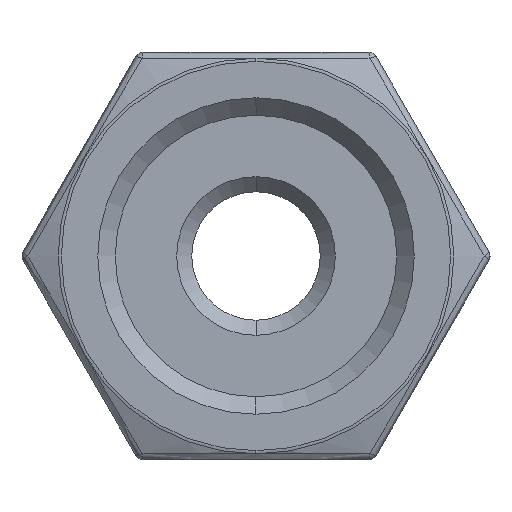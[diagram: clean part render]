
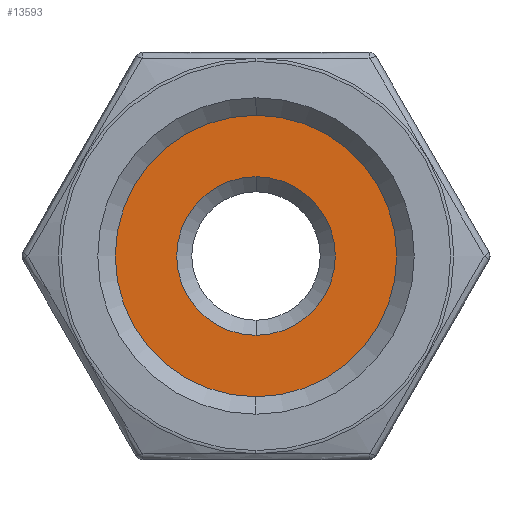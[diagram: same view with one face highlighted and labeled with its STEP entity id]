
A CAD part, left-side view. The second image highlights one B-rep face of the part: STEP entity #13593.
In plain terms, the highlighted planar face has unit normal (-1, 0, 0).
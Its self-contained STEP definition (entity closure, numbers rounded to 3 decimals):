
#329 = CARTESIAN_POINT ( 'NONE',  ( -45., 0., 0. ) ) ;
#2422 = CARTESIAN_POINT ( 'NONE',  ( -45., 0., 0. ) ) ;
#2477 = DIRECTION ( 'NONE',  ( 0., 0., -1. ) ) ;
#2600 = CARTESIAN_POINT ( 'NONE',  ( -45., 0., 5.25 ) ) ;
#2732 = VERTEX_POINT ( 'NONE', #8525 ) ;
#3125 = ORIENTED_EDGE ( 'NONE', *, *, #11105, .F. ) ;
#3305 = DIRECTION ( 'NONE',  ( 1., 0., 0. ) ) ;
#3921 = CARTESIAN_POINT ( 'NONE',  ( -45., 9.32, 0. ) ) ;
#4027 = PLANE ( 'NONE',  #13097 ) ;
#4047 = EDGE_CURVE ( 'NONE', #5513, #15769, #6983, .T. ) ;
#4116 = DIRECTION ( 'NONE',  ( 0., 0., 1. ) ) ;
#4433 = DIRECTION ( 'NONE',  ( 0., 0., 1. ) ) ;
#4828 = CARTESIAN_POINT ( 'NONE',  ( -45., 0., -5.25 ) ) ;
#5276 = CARTESIAN_POINT ( 'NONE',  ( -45., 0., 0. ) ) ;
#5513 = VERTEX_POINT ( 'NONE', #4828 ) ;
#5565 = EDGE_CURVE ( 'NONE', #15482, #2732, #6917, .T. ) ;
#6200 = AXIS2_PLACEMENT_3D ( 'NONE', #329, #11783, #4116 ) ;
#6261 = CIRCLE ( 'NONE', #16179, 5.25 ) ;
#6291 = DIRECTION ( 'NONE',  ( 1., 0., 0. ) ) ;
#6630 = DIRECTION ( 'NONE',  ( 0., 0., -1. ) ) ;
#6917 = CIRCLE ( 'NONE', #14254, 9.32 ) ;
#6983 = CIRCLE ( 'NONE', #6200, 5.25 ) ;
#7135 = CARTESIAN_POINT ( 'NONE',  ( -45., 0., 0. ) ) ;
#8188 = EDGE_LOOP ( 'NONE', ( #12964, #12226 ) ) ;
#8189 = CARTESIAN_POINT ( 'NONE',  ( -45., 0., -9.32 ) ) ;
#8525 = CARTESIAN_POINT ( 'NONE',  ( -45., 0., 9.32 ) ) ;
#9109 = DIRECTION ( 'NONE',  ( -1., 0., 0. ) ) ;
#9293 = DIRECTION ( 'NONE',  ( 1., 0., 0. ) ) ;
#9828 = AXIS2_PLACEMENT_3D ( 'NONE', #5276, #9293, #6630 ) ;
#10224 = FACE_BOUND ( 'NONE', #8188, .T. ) ;
#11105 = EDGE_CURVE ( 'NONE', #2732, #15482, #15900, .T. ) ;
#11783 = DIRECTION ( 'NONE',  ( 1., 0., 0. ) ) ;
#11900 = ORIENTED_EDGE ( 'NONE', *, *, #5565, .F. ) ;
#12226 = ORIENTED_EDGE ( 'NONE', *, *, #4047, .T. ) ;
#12816 = DIRECTION ( 'NONE',  ( 0., 0., 1. ) ) ;
#12964 = ORIENTED_EDGE ( 'NONE', *, *, #16094, .T. ) ;
#13097 = AXIS2_PLACEMENT_3D ( 'NONE', #3921, #9109, #12816 ) ;
#13412 = FACE_OUTER_BOUND ( 'NONE', #14614, .T. ) ;
#13593 = ADVANCED_FACE ( 'NONE', ( #10224, #13412 ), #4027, .T. ) ;
#14254 = AXIS2_PLACEMENT_3D ( 'NONE', #2422, #6291, #2477 ) ;
#14614 = EDGE_LOOP ( 'NONE', ( #11900, #3125 ) ) ;
#15482 = VERTEX_POINT ( 'NONE', #8189 ) ;
#15769 = VERTEX_POINT ( 'NONE', #2600 ) ;
#15900 = CIRCLE ( 'NONE', #9828, 9.32 ) ;
#16094 = EDGE_CURVE ( 'NONE', #15769, #5513, #6261, .T. ) ;
#16179 = AXIS2_PLACEMENT_3D ( 'NONE', #7135, #3305, #4433 ) ;
